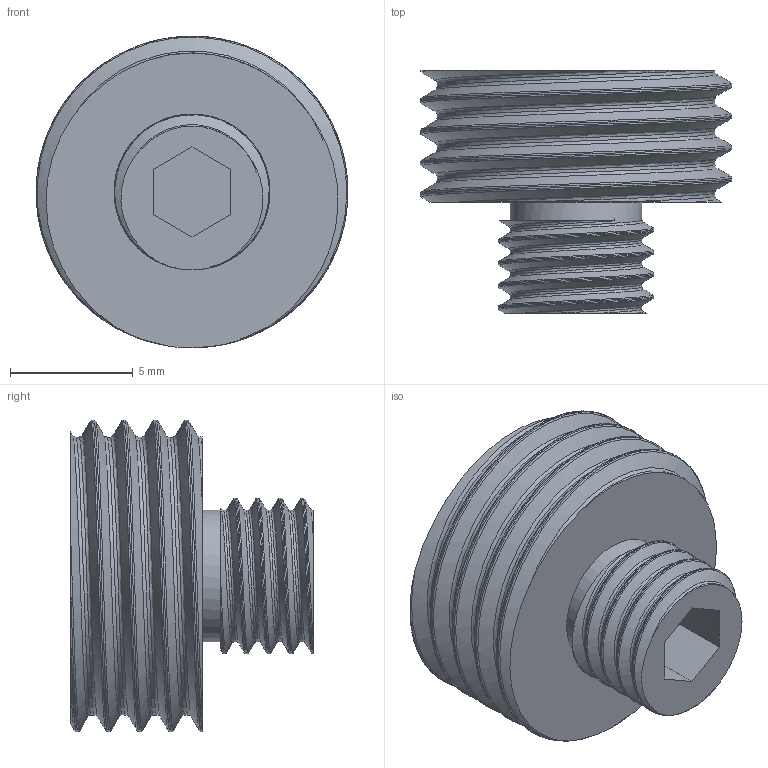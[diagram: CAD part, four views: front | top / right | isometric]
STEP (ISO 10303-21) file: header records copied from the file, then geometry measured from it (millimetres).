
FILE_DESCRIPTION(/* description */ (''),/* implementation_level */ '2;1');
FILE_NAME(/* name */ 'MH108-42.stp',/* time_stamp */ '2023-04-18T16:04:21-04:00',/* author */ ('cthayer'),/* organization */ ('CONNECTION TECHNOLOGY CENTER'),/* preprocessor_version */ 'ST-DEVELOPER v19',/* originating_system */ 'Autodesk Inventor 2023',/* authorisation */ '');
FILE_SCHEMA (('AUTOMOTIVE_DESIGN { 1 0 10303 214 3 1 1 }'));
Length unit declared in the file: inch
Products named in the file (1): MH108-42
Bounding box: 12.7 x 9.89 x 12.7 mm (x, y, z)
Volume: 578.7 mm3; surface area: 778.1 mm2
Topology: 1 solids, 1 shells, 52 faces, 141 edges, 94 vertices
Faces by surface type: cylinder 22, plane 18, bspline 12
Full cylindrical faces by diameter (mm): 5.368 x4, 6.35 x4, 11.325 x3, 12.7 x4
Entity records: 6260 total; most frequent: CARTESIAN_POINT 5000, ORIENTED_EDGE 282, DIRECTION 161, EDGE_CURVE 141, VERTEX_POINT 94, B_SPLINE_CURVE_WITH_KNOTS 74, EDGE_LOOP 55, LINE 55
